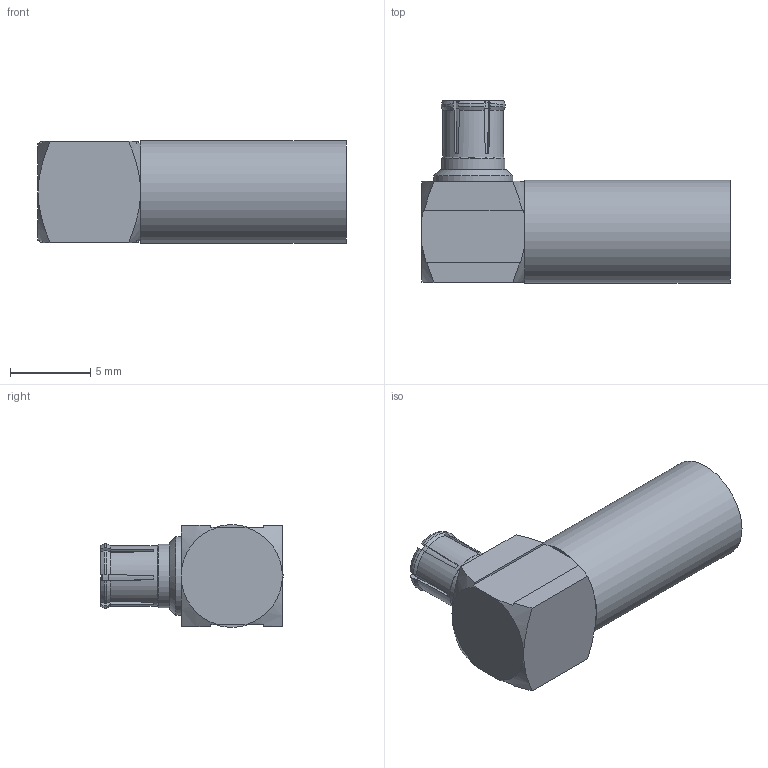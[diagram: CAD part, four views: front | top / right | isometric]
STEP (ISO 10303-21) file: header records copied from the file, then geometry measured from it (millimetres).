
FILE_DESCRIPTION (( 'STEP AP203' ), '1' );
FILE_NAME ('PE4883_3D.step', '2021-08-31T16:50:27', ( '' ), ( '' ), 'SwSTEP 2.0', 'SolidWorks 2021', '' );
FILE_SCHEMA (( 'CONFIG_CONTROL_DESIGN' ));
Length unit declared in the file: inch
Products named in the file (1): PE4883_3D
Bounding box: 19.18 x 11.35 x 6.4 mm (x, y, z)
Volume: 455.8 mm3; surface area: 1018.5 mm2
Topology: 2 solids, 2 shells, 110 faces, 278 edges, 180 vertices
Faces by surface type: plane 60, cone 31, cylinder 18, torus 1
Full cylindrical faces by diameter (mm): 0.762 x1, 2.134 x1, 3.117 x1, 3.2 x1, 3.379 x1, 3.43 x1, 3.786 x1, 3.938 x1, 4.5 x1, 4.914 x1, 5.4 x1, 6.4 x1
Entity records: 3335 total; most frequent: CARTESIAN_POINT 869, ORIENTED_EDGE 502, DIRECTION 464, EDGE_CURVE 251, AXIS2_PLACEMENT_3D 194, VERTEX_POINT 171, EDGE_LOOP 138, FACE_OUTER_BOUND 123
